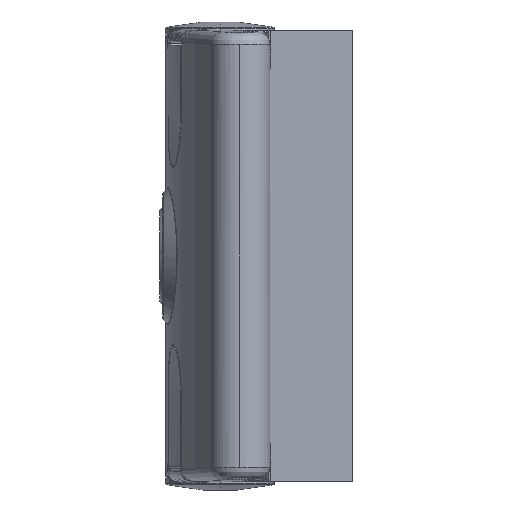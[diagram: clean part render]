
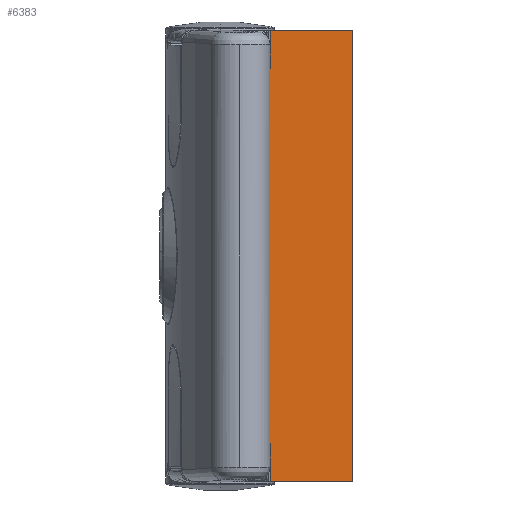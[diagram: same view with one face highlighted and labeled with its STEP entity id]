
A CAD part, left-side view. The second image highlights one B-rep face of the part: STEP entity #6383.
In plain terms, the highlighted planar face has unit normal (-1, 0, 0).
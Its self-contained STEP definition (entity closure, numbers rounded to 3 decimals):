
#6383=ADVANCED_FACE('NONE',(#14186),#14187,.F.);
#14186=FACE_OUTER_BOUND('',#36103,.T.);
#14187=PLANE('',#36104);
#36103=EDGE_LOOP('',(#71719,#71720,#71721,#71722,#71723,#71724,#71725,#71726));
#36104=AXIS2_PLACEMENT_3D('',#71727,#71728,#71729);
#71719=ORIENTED_EDGE('',*,*,#89990,.F.);
#71720=ORIENTED_EDGE('',*,*,#89991,.T.);
#71721=ORIENTED_EDGE('',*,*,#89992,.T.);
#71722=ORIENTED_EDGE('',*,*,#89993,.T.);
#71723=ORIENTED_EDGE('',*,*,#89994,.T.);
#71724=ORIENTED_EDGE('',*,*,#89995,.T.);
#71725=ORIENTED_EDGE('',*,*,#89982,.T.);
#71726=ORIENTED_EDGE('',*,*,#89996,.T.);
#71727=CARTESIAN_POINT('',(-27.5,10.0,37.5));
#71728=DIRECTION('',(1.0,0.,0.));
#71729=DIRECTION('',(0.,0.,-1.0));
#89982=EDGE_CURVE('NONE',#102941,#102939,#102942,.T.);
#89990=EDGE_CURVE('NONE',#102955,#102956,#102957,.T.);
#89991=EDGE_CURVE('NONE',#102955,#102958,#102959,.T.);
#89992=EDGE_CURVE('NONE',#102958,#102960,#102961,.T.);
#89993=EDGE_CURVE('NONE',#102960,#102962,#102963,.T.);
#89994=EDGE_CURVE('NONE',#102962,#102964,#102965,.T.);
#89995=EDGE_CURVE('NONE',#102964,#102941,#102966,.T.);
#89996=EDGE_CURVE('NONE',#102939,#102956,#102967,.T.);
#102939=VERTEX_POINT('NONE',#129004);
#102941=VERTEX_POINT('NONE',#129007);
#102942=LINE('',#129008,#129009);
#102955=VERTEX_POINT('NONE',#129025);
#102956=VERTEX_POINT('NONE',#129026);
#102957=LINE('',#129027,#129028);
#102958=VERTEX_POINT('NONE',#129029);
#102959=LINE('',#129030,#129031);
#102960=VERTEX_POINT('NONE',#129032);
#102961=LINE('',#129033,#129034);
#102962=VERTEX_POINT('NONE',#129035);
#102963=LINE('',#129036,#129037);
#102964=VERTEX_POINT('NONE',#129038);
#102965=LINE('',#129039,#129040);
#102966=LINE('',#129041,#129042);
#102967=LINE('',#129043,#129044);
#129004=CARTESIAN_POINT('',(-27.5,-22.0,-37.5));
#129007=CARTESIAN_POINT('',(-27.5,-8.3,-37.5));
#129008=CARTESIAN_POINT('',(-27.5,10.0,-37.5));
#129009=VECTOR('',#149527,1000.0);
#129025=CARTESIAN_POINT('',(-27.5,-8.3,37.5));
#129026=CARTESIAN_POINT('',(-27.5,-22.0,37.5));
#129027=CARTESIAN_POINT('',(-27.5,10.0,37.5));
#129028=VECTOR('',#149540,1000.0);
#129029=CARTESIAN_POINT('',(-27.5,-8.3,31.2));
#129030=CARTESIAN_POINT('',(-27.5,-8.3,31.5));
#129031=VECTOR('',#149541,1000.0);
#129032=CARTESIAN_POINT('',(-27.5,-0.6,31.2));
#129033=CARTESIAN_POINT('',(-27.5,10.0,31.2));
#129034=VECTOR('',#149542,1000.0);
#129035=CARTESIAN_POINT('',(-27.5,-0.6,-31.2));
#129036=CARTESIAN_POINT('',(-27.5,-0.6,-31.5));
#129037=VECTOR('',#149543,1000.0);
#129038=CARTESIAN_POINT('',(-27.5,-8.3,-31.2));
#129039=CARTESIAN_POINT('',(-27.5,10.0,-31.2));
#129040=VECTOR('',#149544,1000.0);
#129041=CARTESIAN_POINT('',(-27.5,-8.3,-37.5));
#129042=VECTOR('',#149545,1000.0);
#129043=CARTESIAN_POINT('',(-27.5,-22.0,37.5));
#129044=VECTOR('',#149546,1000.0);
#149527=DIRECTION('',(0.,-1.0,0.));
#149540=DIRECTION('',(0.,-1.0,0.));
#149541=DIRECTION('',(0.,0.,-1.0));
#149542=DIRECTION('',(0.,1.0,0.));
#149543=DIRECTION('',(0.,0.,-1.0));
#149544=DIRECTION('',(0.,-1.0,0.));
#149545=DIRECTION('',(0.,0.,-1.0));
#149546=DIRECTION('',(0.,0.,1.0));
